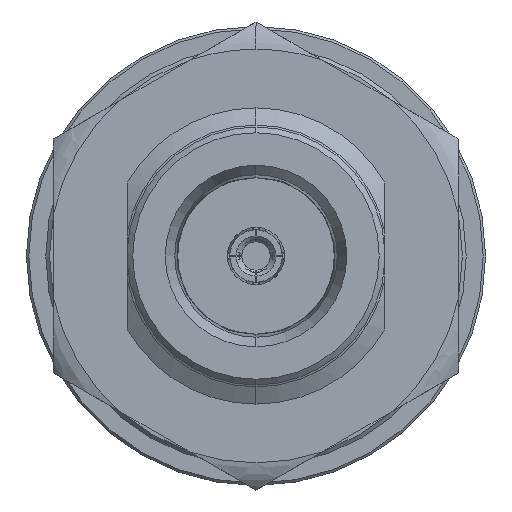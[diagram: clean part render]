
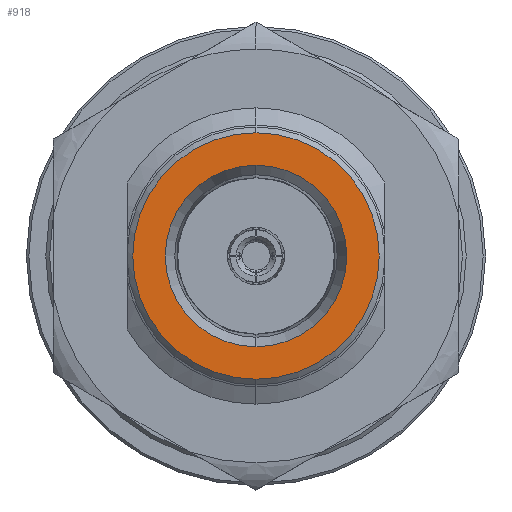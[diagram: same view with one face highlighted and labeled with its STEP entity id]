
A CAD part, left-side view. The second image highlights one B-rep face of the part: STEP entity #918.
In plain terms, the highlighted planar face has unit normal (-1, 0, 0).
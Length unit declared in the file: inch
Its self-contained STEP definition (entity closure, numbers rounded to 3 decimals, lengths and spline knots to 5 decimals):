
#767 = ORIENTED_EDGE ( 'NONE', *, *, #5072, .T. ) ;
#770 = EDGE_LOOP ( 'NONE', ( #767, #792 ) ) ;
#789 = EDGE_CURVE ( 'NONE', #5070, #5073, #2812, .T. ) ;
#792 = ORIENTED_EDGE ( 'NONE', *, *, #789, .T. ) ;
#819 = EDGE_CURVE ( 'NONE', #1792, #1786, #2653, .T. ) ;
#918 = ADVANCED_FACE ( 'NONE', ( #2858, #2859 ), #2851, .T. ) ;
#920 = EDGE_LOOP ( 'NONE', ( #921, #922 ) ) ;
#921 = ORIENTED_EDGE ( 'NONE', *, *, #1795, .F. ) ;
#922 = ORIENTED_EDGE ( 'NONE', *, *, #819, .F. ) ;
#1786 = VERTEX_POINT ( 'NONE', #3506 ) ;
#1792 = VERTEX_POINT ( 'NONE', #3603 ) ;
#1795 = EDGE_CURVE ( 'NONE', #1786, #1792, #3504, .T. ) ;
#2602 = AXIS2_PLACEMENT_3D ( 'NONE', #2802, #2801, #2800 ) ;
#2644 = DIRECTION ( 'NONE',  ( 0., 0., -1. ) ) ;
#2645 = DIRECTION ( 'NONE',  ( 1., 0., 0. ) ) ;
#2646 = CARTESIAN_POINT ( 'NONE',  ( -13.68274, 0., 0. ) ) ;
#2653 = CIRCLE ( 'NONE', #2706, 0.25394 ) ;
#2706 = AXIS2_PLACEMENT_3D ( 'NONE', #2646, #2645, #2644 ) ;
#2800 = DIRECTION ( 'NONE',  ( 0., 0., -1. ) ) ;
#2801 = DIRECTION ( 'NONE',  ( 1., 0., 0. ) ) ;
#2802 = CARTESIAN_POINT ( 'NONE',  ( -13.68274, 0., 0. ) ) ;
#2812 = CIRCLE ( 'NONE', #2602, 0.18701 ) ;
#2851 = PLANE ( 'NONE',  #2895 ) ;
#2857 = DIRECTION ( 'NONE',  ( -1., 0., 0. ) ) ;
#2858 = FACE_BOUND ( 'NONE', #770, .T. ) ;
#2859 = FACE_OUTER_BOUND ( 'NONE', #920, .T. ) ;
#2860 = CARTESIAN_POINT ( 'NONE',  ( -13.68274, 0., 0.23731 ) ) ;
#2868 = DIRECTION ( 'NONE',  ( 0., 0., 1. ) ) ;
#2895 = AXIS2_PLACEMENT_3D ( 'NONE', #2860, #2857, #2868 ) ;
#3495 = DIRECTION ( 'NONE',  ( 0., 0., -1. ) ) ;
#3496 = DIRECTION ( 'NONE',  ( 1., 0., 0. ) ) ;
#3504 = CIRCLE ( 'NONE', #3617, 0.25394 ) ;
#3506 = CARTESIAN_POINT ( 'NONE',  ( -13.68274, 0., -0.25394 ) ) ;
#3600 = CARTESIAN_POINT ( 'NONE',  ( -13.68274, 0., 0. ) ) ;
#3603 = CARTESIAN_POINT ( 'NONE',  ( -13.68274, 0., 0.25394 ) ) ;
#3617 = AXIS2_PLACEMENT_3D ( 'NONE', #3600, #3496, #3495 ) ;
#3830 = CARTESIAN_POINT ( 'NONE',  ( -13.68274, 0., 0.18701 ) ) ;
#4037 = AXIS2_PLACEMENT_3D ( 'NONE', #4051, #4050, #4049 ) ;
#4038 = CARTESIAN_POINT ( 'NONE',  ( -13.68274, 0., -0.18701 ) ) ;
#4043 = CIRCLE ( 'NONE', #4037, 0.18701 ) ;
#4049 = DIRECTION ( 'NONE',  ( 0., 0., -1. ) ) ;
#4050 = DIRECTION ( 'NONE',  ( 1., 0., 0. ) ) ;
#4051 = CARTESIAN_POINT ( 'NONE',  ( -13.68274, 0., 0. ) ) ;
#5070 = VERTEX_POINT ( 'NONE', #4038 ) ;
#5072 = EDGE_CURVE ( 'NONE', #5073, #5070, #4043, .T. ) ;
#5073 = VERTEX_POINT ( 'NONE', #3830 ) ;
